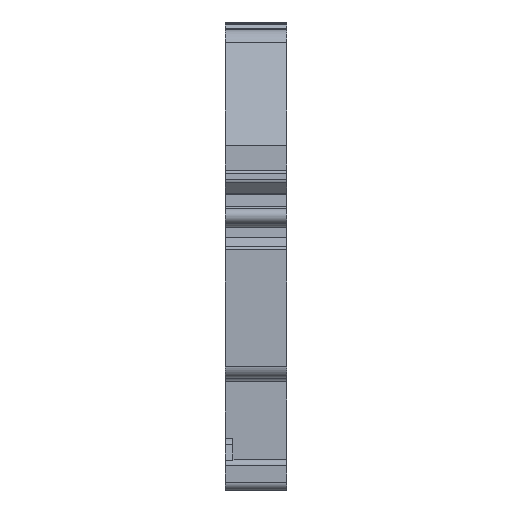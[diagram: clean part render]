
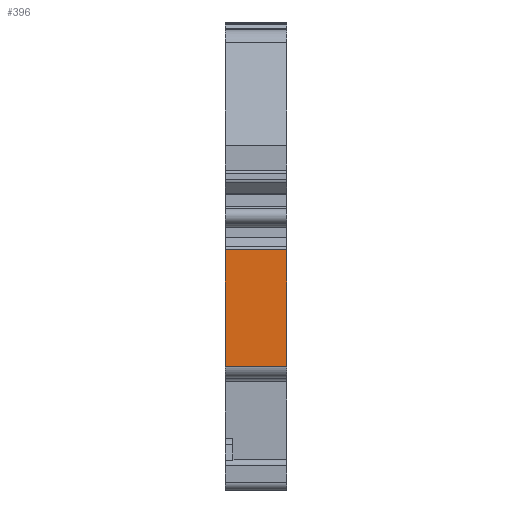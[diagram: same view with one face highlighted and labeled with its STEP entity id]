
A CAD part, left-side view. The second image highlights one B-rep face of the part: STEP entity #396.
In plain terms, the highlighted planar face has unit normal (-1, 0, 0).
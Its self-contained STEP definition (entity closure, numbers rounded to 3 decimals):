
#396 = ADVANCED_FACE( '', ( #868 ), #869, .F. );
#868 = FACE_OUTER_BOUND( '', #1416, .T. );
#869 = PLANE( '', #1417 );
#1416 = EDGE_LOOP( '', ( #2595, #2596, #2597, #2598 ) );
#1417 = AXIS2_PLACEMENT_3D( '', #2599, #2600, #2601 );
#2595 = ORIENTED_EDGE( '', *, *, #3908, .T. );
#2596 = ORIENTED_EDGE( '', *, *, #3909, .F. );
#2597 = ORIENTED_EDGE( '', *, *, #3812, .F. );
#2598 = ORIENTED_EDGE( '', *, *, #3910, .T. );
#2599 = CARTESIAN_POINT( '', ( -43.001, 8., 0.347 ) );
#2600 = DIRECTION( '', ( 1., 0., 0. ) );
#2601 = DIRECTION( '', ( 0., 0., -1. ) );
#3812 = EDGE_CURVE( '', #4780, #4782, #4783, .T. );
#3908 = EDGE_CURVE( '', #4914, #4915, #4916, .T. );
#3909 = EDGE_CURVE( '', #4782, #4915, #4917, .T. );
#3910 = EDGE_CURVE( '', #4780, #4914, #4918, .T. );
#4780 = VERTEX_POINT( '', #6039 );
#4782 = VERTEX_POINT( '', #6041 );
#4783 = LINE( '', #6042, #6043 );
#4914 = VERTEX_POINT( '', #6225 );
#4915 = VERTEX_POINT( '', #6226 );
#4916 = LINE( '', #6227, #6228 );
#4917 = LINE( '', #6229, #6230 );
#4918 = LINE( '', #6231, #6232 );
#6039 = CARTESIAN_POINT( '', ( -43.001, 8., -14.865 ) );
#6041 = CARTESIAN_POINT( '', ( -43.001, 8., 0.347 ) );
#6042 = CARTESIAN_POINT( '', ( -43.001, 8., 0.347 ) );
#6043 = VECTOR( '', #7073, 1000. );
#6225 = CARTESIAN_POINT( '', ( -43.001, 0., -14.865 ) );
#6226 = CARTESIAN_POINT( '', ( -43.001, 0., 0.347 ) );
#6227 = CARTESIAN_POINT( '', ( -43.001, 0., 0.347 ) );
#6228 = VECTOR( '', #7185, 1000. );
#6229 = CARTESIAN_POINT( '', ( -43.001, 8., 0.347 ) );
#6230 = VECTOR( '', #7186, 1000. );
#6231 = CARTESIAN_POINT( '', ( -43.001, 8., -14.865 ) );
#6232 = VECTOR( '', #7187, 1000. );
#7073 = DIRECTION( '', ( 0., 0., 1. ) );
#7185 = DIRECTION( '', ( 0., 0., 1. ) );
#7186 = DIRECTION( '', ( 0., -1., 0. ) );
#7187 = DIRECTION( '', ( 0., -1., 0. ) );
